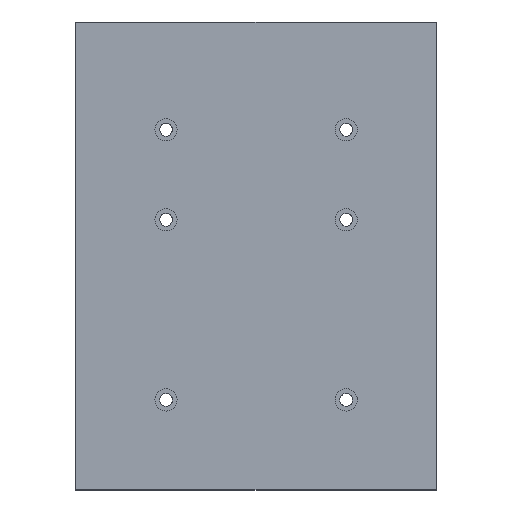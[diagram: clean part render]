
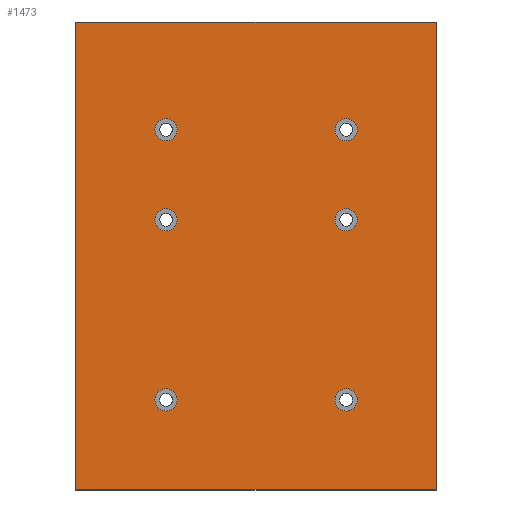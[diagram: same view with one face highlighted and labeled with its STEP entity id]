
A CAD part, top view. The second image highlights one B-rep face of the part: STEP entity #1473.
In plain terms, the highlighted planar face has unit normal (0, 0, 1).
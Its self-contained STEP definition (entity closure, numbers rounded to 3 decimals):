
#1128 = VERTEX_POINT('',#1129);
#1129 = CARTESIAN_POINT('',(0.,0.,0.));
#1135 = EDGE_CURVE('',#1128,#1136,#1138,.T.);
#1136 = VERTEX_POINT('',#1137);
#1137 = CARTESIAN_POINT('',(0.,99.,0.));
#1138 = LINE('',#1139,#1140);
#1139 = CARTESIAN_POINT('',(0.,0.,0.));
#1140 = VECTOR('',#1141,1.);
#1141 = DIRECTION('',(0.,1.,0.));
#1166 = EDGE_CURVE('',#1136,#1167,#1169,.T.);
#1167 = VERTEX_POINT('',#1168);
#1168 = CARTESIAN_POINT('',(76.2,99.,0.));
#1169 = LINE('',#1170,#1171);
#1170 = CARTESIAN_POINT('',(0.,99.,0.));
#1171 = VECTOR('',#1172,1.);
#1172 = DIRECTION('',(1.,0.,0.));
#1197 = EDGE_CURVE('',#1167,#1198,#1200,.T.);
#1198 = VERTEX_POINT('',#1199);
#1199 = CARTESIAN_POINT('',(76.2,0.,0.));
#1200 = LINE('',#1201,#1202);
#1201 = CARTESIAN_POINT('',(76.2,99.,0.));
#1202 = VECTOR('',#1203,1.);
#1203 = DIRECTION('',(0.,-1.,0.));
#1228 = EDGE_CURVE('',#1198,#1128,#1229,.T.);
#1229 = LINE('',#1230,#1231);
#1230 = CARTESIAN_POINT('',(76.2,0.,0.));
#1231 = VECTOR('',#1232,1.);
#1232 = DIRECTION('',(-1.,0.,0.));
#1252 = VERTEX_POINT('',#1253);
#1253 = CARTESIAN_POINT('',(20.399,19.05,0.));
#1259 = EDGE_CURVE('',#1252,#1252,#1260,.T.);
#1260 = CIRCLE('',#1261,1.35);
#1261 = AXIS2_PLACEMENT_3D('',#1262,#1263,#1264);
#1262 = CARTESIAN_POINT('',(19.049,19.05,0.));
#1263 = DIRECTION('',(0.,0.,1.));
#1264 = DIRECTION('',(1.,0.,0.));
#1285 = VERTEX_POINT('',#1286);
#1286 = CARTESIAN_POINT('',(20.399,76.2,0.));
#1292 = EDGE_CURVE('',#1285,#1285,#1293,.T.);
#1293 = CIRCLE('',#1294,1.35);
#1294 = AXIS2_PLACEMENT_3D('',#1295,#1296,#1297);
#1295 = CARTESIAN_POINT('',(19.049,76.2,0.));
#1296 = DIRECTION('',(0.,0.,1.));
#1297 = DIRECTION('',(1.,0.,0.));
#1318 = VERTEX_POINT('',#1319);
#1319 = CARTESIAN_POINT('',(20.399,57.15,0.));
#1325 = EDGE_CURVE('',#1318,#1318,#1326,.T.);
#1326 = CIRCLE('',#1327,1.35);
#1327 = AXIS2_PLACEMENT_3D('',#1328,#1329,#1330);
#1328 = CARTESIAN_POINT('',(19.049,57.15,0.));
#1329 = DIRECTION('',(0.,0.,1.));
#1330 = DIRECTION('',(1.,0.,0.));
#1351 = VERTEX_POINT('',#1352);
#1352 = CARTESIAN_POINT('',(58.499,19.05,0.));
#1358 = EDGE_CURVE('',#1351,#1351,#1359,.T.);
#1359 = CIRCLE('',#1360,1.35);
#1360 = AXIS2_PLACEMENT_3D('',#1361,#1362,#1363);
#1361 = CARTESIAN_POINT('',(57.149,19.05,0.));
#1362 = DIRECTION('',(0.,0.,1.));
#1363 = DIRECTION('',(1.,0.,0.));
#1384 = VERTEX_POINT('',#1385);
#1385 = CARTESIAN_POINT('',(58.499,76.2,0.));
#1391 = EDGE_CURVE('',#1384,#1384,#1392,.T.);
#1392 = CIRCLE('',#1393,1.35);
#1393 = AXIS2_PLACEMENT_3D('',#1394,#1395,#1396);
#1394 = CARTESIAN_POINT('',(57.149,76.2,0.));
#1395 = DIRECTION('',(0.,0.,1.));
#1396 = DIRECTION('',(1.,0.,0.));
#1417 = VERTEX_POINT('',#1418);
#1418 = CARTESIAN_POINT('',(58.499,57.15,0.));
#1424 = EDGE_CURVE('',#1417,#1417,#1425,.T.);
#1425 = CIRCLE('',#1426,1.35);
#1426 = AXIS2_PLACEMENT_3D('',#1427,#1428,#1429);
#1427 = CARTESIAN_POINT('',(57.149,57.15,0.));
#1428 = DIRECTION('',(0.,0.,1.));
#1429 = DIRECTION('',(1.,0.,0.));
#1473 = ADVANCED_FACE('',(#1474,#1480,#1483,#1486,#1489,#1492,#1495),
  #1498,.T.);
#1474 = FACE_BOUND('',#1475,.F.);
#1475 = EDGE_LOOP('',(#1476,#1477,#1478,#1479));
#1476 = ORIENTED_EDGE('',*,*,#1135,.T.);
#1477 = ORIENTED_EDGE('',*,*,#1166,.T.);
#1478 = ORIENTED_EDGE('',*,*,#1197,.T.);
#1479 = ORIENTED_EDGE('',*,*,#1228,.T.);
#1480 = FACE_BOUND('',#1481,.T.);
#1481 = EDGE_LOOP('',(#1482));
#1482 = ORIENTED_EDGE('',*,*,#1259,.F.);
#1483 = FACE_BOUND('',#1484,.T.);
#1484 = EDGE_LOOP('',(#1485));
#1485 = ORIENTED_EDGE('',*,*,#1292,.F.);
#1486 = FACE_BOUND('',#1487,.T.);
#1487 = EDGE_LOOP('',(#1488));
#1488 = ORIENTED_EDGE('',*,*,#1325,.F.);
#1489 = FACE_BOUND('',#1490,.T.);
#1490 = EDGE_LOOP('',(#1491));
#1491 = ORIENTED_EDGE('',*,*,#1358,.F.);
#1492 = FACE_BOUND('',#1493,.T.);
#1493 = EDGE_LOOP('',(#1494));
#1494 = ORIENTED_EDGE('',*,*,#1391,.F.);
#1495 = FACE_BOUND('',#1496,.T.);
#1496 = EDGE_LOOP('',(#1497));
#1497 = ORIENTED_EDGE('',*,*,#1424,.F.);
#1498 = PLANE('',#1499);
#1499 = AXIS2_PLACEMENT_3D('',#1500,#1501,#1502);
#1500 = CARTESIAN_POINT('',(0.,0.,0.));
#1501 = DIRECTION('',(0.,0.,1.));
#1502 = DIRECTION('',(1.,0.,0.));
